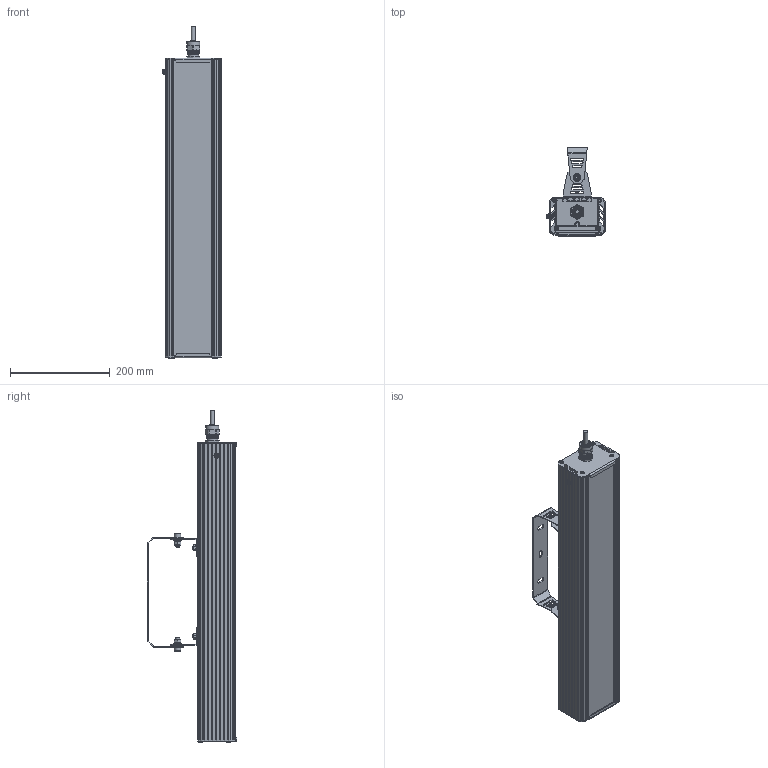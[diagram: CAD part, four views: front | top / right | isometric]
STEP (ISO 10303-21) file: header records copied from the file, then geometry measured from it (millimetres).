
FILE_DESCRIPTION(('STEP AP214'), '1');
FILE_NAME('001.0092.00.024 - ÃÑÏ-Ïðèìà-Îïòèê-2Åõ80', '', ('UNSPECIFIED'), ('UNSPECIFIED'), 'C3D Converter', 'C3D Toolkit', '');
FILE_SCHEMA(('AUTOMOTIVE_DESIGN { 1 0 10303 214 3 1 1}'));
Length unit declared in the file: millimetre
Products named in the file (45): 001.0092.00.024; #2843; #2902; #2961; #3020; #3105; #3164; #3223; #3282
Assembly tree (73 placements, depth 4):
  001.0092.00.024
    (unnamed)
      (unnamed)  x4
      (unnamed)  x4
      (unnamed)
      (unnamed)
      (unnamed)
      (unnamed)
      (unnamed)
      (unnamed)
      (unnamed)
      (unnamed)
      (unnamed)
      (unnamed)
      (unnamed)
        (unnamed)
    (unnamed)  x8
      (unnamed)
      (unnamed)
      (unnamed)
      (unnamed)
      (unnamed)
      (unnamed)
      (unnamed)
      (unnamed)
      (unnamed)
      (unnamed)
    (unnamed)
      (unnamed)
      (unnamed)
      (unnamed)  x2
      (unnamed)
      (unnamed)
      (unnamed)
      (unnamed)
      (unnamed)
      #2843
      #2902
      #2961
      #3020  x2
      #3105
      #3164
      #3223
      #3282
      (unnamed)
Bounding box: 117.15 x 178.44 x 664.5 mm (x, y, z)
Volume: 1302716.8 mm3; surface area: 1065011.9 mm2
Topology: 319 solids, 319 shells, 4365 faces, 9929 edges, 6628 vertices
Faces by surface type: plane 3041, cylinder 1078, bspline 139, cone 77, sphere 24, torus 6
Full cylindrical faces by diameter (mm): 1 x24, 2 x16, 2.5 x32, 2.8 x200, 3.2 x24, 3.5 x48, 4 x9, 4.917 x2, 5 x3, 6 x5, 6.6 x2, 6.647 x2, 7 x2, 8 x10, 8.5 x4, 9 x108, 10 x1, 11 x2, 12.5 x1, 13 x3, 15 x4, 16 x1, 17 x1, 18 x1, 18.5 x1, 19 x1, 20 x1, 21.5 x1, 22 x2, 25.5 x1
Entity records: 91273 total; most frequent: CARTESIAN_POINT 46709, DIRECTION 8380, ORIENTED_EDGE 7186, EDGE_CURVE 3593, AXIS2_PLACEMENT_3D 3040, VERTEX_POINT 2489, LINE 2300, VECTOR 2300
